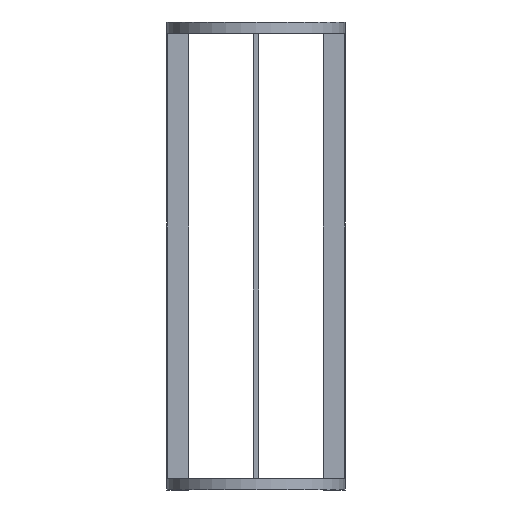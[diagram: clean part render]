
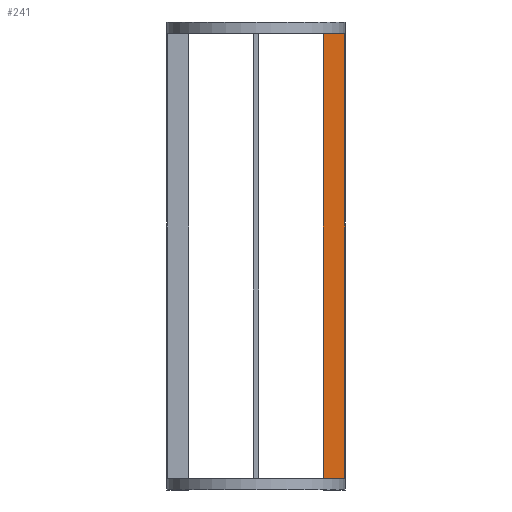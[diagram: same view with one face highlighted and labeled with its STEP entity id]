
A CAD part, top view. The second image highlights one B-rep face of the part: STEP entity #241.
In plain terms, the highlighted planar face has unit normal (0, 0, 1).
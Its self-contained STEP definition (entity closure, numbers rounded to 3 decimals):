
#168=PLANE('',#1700);
#241=ADVANCED_FACE('',(#373),#168,.T.);
#373=FACE_OUTER_BOUND('',#475,.T.);
#475=EDGE_LOOP('',(#1008,#1009,#1010,#1011));
#557=LINE('',#2553,#645);
#558=LINE('',#2555,#646);
#559=LINE('',#2557,#647);
#560=LINE('',#2559,#648);
#645=VECTOR('',#2126,1.);
#646=VECTOR('',#2129,1.);
#647=VECTOR('',#2130,1.);
#648=VECTOR('',#2131,1.);
#1008=ORIENTED_EDGE('',*,*,#1384,.F.);
#1009=ORIENTED_EDGE('',*,*,#1383,.F.);
#1010=ORIENTED_EDGE('',*,*,#1385,.T.);
#1011=ORIENTED_EDGE('',*,*,#1386,.T.);
#1189=VERTEX_POINT('',#2548);
#1191=VERTEX_POINT('',#2552);
#1192=VERTEX_POINT('',#2556);
#1193=VERTEX_POINT('',#2558);
#1383=EDGE_CURVE('',#1191,#1189,#557,.T.);
#1384=EDGE_CURVE('',#1189,#1192,#558,.T.);
#1385=EDGE_CURVE('',#1191,#1193,#559,.T.);
#1386=EDGE_CURVE('',#1193,#1192,#560,.T.);
#1700=AXIS2_PLACEMENT_3D('',#2560,#2132,#2133);
#2126=DIRECTION('',(0.,1.,0.));
#2129=DIRECTION('',(1.,0.,0.));
#2130=DIRECTION('',(1.,0.,0.));
#2131=DIRECTION('',(0.,1.,0.));
#2132=DIRECTION('',(0.,0.,1.));
#2133=DIRECTION('',(1.,0.,0.));
#2548=CARTESIAN_POINT('',(37.847,127.05,4.8));
#2552=CARTESIAN_POINT('',(37.847,-124.05,4.8));
#2553=CARTESIAN_POINT('',(37.847,-124.05,4.8));
#2555=CARTESIAN_POINT('',(37.847,127.05,4.8));
#2556=CARTESIAN_POINT('',(50.07,127.05,4.8));
#2557=CARTESIAN_POINT('',(37.847,-124.05,4.8));
#2558=CARTESIAN_POINT('',(50.07,-124.05,4.8));
#2559=CARTESIAN_POINT('',(50.07,-124.05,4.8));
#2560=CARTESIAN_POINT('',(37.847,-124.05,4.8));
